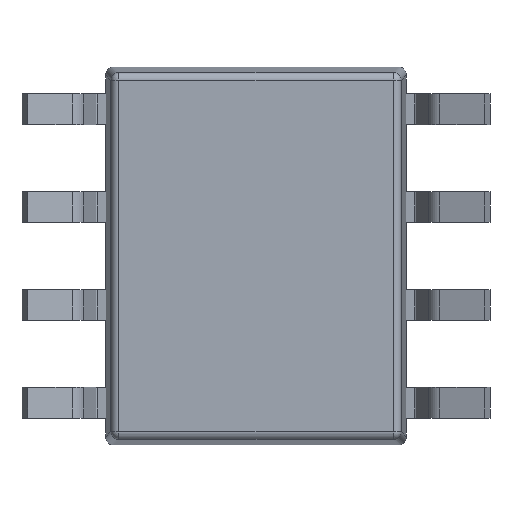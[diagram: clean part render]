
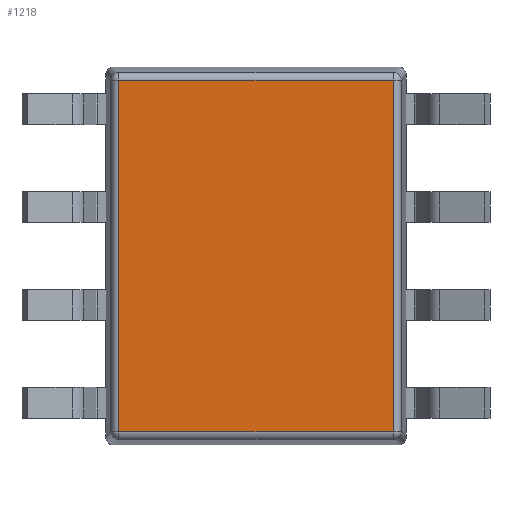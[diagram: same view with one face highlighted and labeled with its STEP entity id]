
A CAD part, front view. The second image highlights one B-rep face of the part: STEP entity #1218.
In plain terms, the highlighted planar face has unit normal (0, -1, 0).
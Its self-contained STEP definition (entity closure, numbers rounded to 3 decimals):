
#248 = DIRECTION ( 'NONE',  ( 1., 0., 0. ) ) ;
#269 = CARTESIAN_POINT ( 'NONE',  ( 1.873, 0.05, -2.282 ) ) ;
#399 = ORIENTED_EDGE ( 'NONE', *, *, #1438, .T. ) ;
#687 = CARTESIAN_POINT ( 'NONE',  ( 1.782, 0.05, -2.282 ) ) ;
#779 = CARTESIAN_POINT ( 'NONE',  ( 0., 0.05, 0. ) ) ;
#830 = VECTOR ( 'NONE', #1869, 1000. ) ;
#948 = FACE_OUTER_BOUND ( 'NONE', #4859, .T. ) ;
#994 = ORIENTED_EDGE ( 'NONE', *, *, #4354, .T. ) ;
#1218 = ADVANCED_FACE ( 'NONE', ( #948 ), #5449, .F. ) ;
#1438 = EDGE_CURVE ( 'NONE', #4848, #5010, #1837, .T. ) ;
#1454 = EDGE_CURVE ( 'NONE', #4612, #5648, #5055, .T. ) ;
#1745 = CARTESIAN_POINT ( 'NONE',  ( -1.782, 0.05, 2.282 ) ) ;
#1821 = CARTESIAN_POINT ( 'NONE',  ( -1.873, 0.05, 2.282 ) ) ;
#1837 = LINE ( 'NONE', #4209, #830 ) ;
#1869 = DIRECTION ( 'NONE',  ( 0., 0., -1. ) ) ;
#1914 = CARTESIAN_POINT ( 'NONE',  ( -1.782, 0.05, -2.282 ) ) ;
#2003 = VECTOR ( 'NONE', #3712, 1000. ) ;
#2741 = VECTOR ( 'NONE', #4184, 1000. ) ;
#2744 = AXIS2_PLACEMENT_3D ( 'NONE', #779, #4959, #4517 ) ;
#3249 = LINE ( 'NONE', #1821, #2003 ) ;
#3252 = CARTESIAN_POINT ( 'NONE',  ( 1.782, 0.05, 2.373 ) ) ;
#3546 = ORIENTED_EDGE ( 'NONE', *, *, #5401, .T. ) ;
#3712 = DIRECTION ( 'NONE',  ( -1., 0., 0. ) ) ;
#3824 = ORIENTED_EDGE ( 'NONE', *, *, #1454, .T. ) ;
#3998 = VECTOR ( 'NONE', #248, 1000. ) ;
#4184 = DIRECTION ( 'NONE',  ( 0., 0., 1. ) ) ;
#4209 = CARTESIAN_POINT ( 'NONE',  ( -1.782, 0.05, -2.373 ) ) ;
#4354 = EDGE_CURVE ( 'NONE', #5648, #4848, #3249, .T. ) ;
#4517 = DIRECTION ( 'NONE',  ( 0., 0., 1. ) ) ;
#4612 = VERTEX_POINT ( 'NONE', #687 ) ;
#4668 = CARTESIAN_POINT ( 'NONE',  ( 1.782, 0.05, 2.282 ) ) ;
#4848 = VERTEX_POINT ( 'NONE', #1745 ) ;
#4859 = EDGE_LOOP ( 'NONE', ( #3824, #994, #399, #3546 ) ) ;
#4959 = DIRECTION ( 'NONE',  ( 0., 1., 0. ) ) ;
#5010 = VERTEX_POINT ( 'NONE', #1914 ) ;
#5055 = LINE ( 'NONE', #3252, #2741 ) ;
#5220 = LINE ( 'NONE', #269, #3998 ) ;
#5401 = EDGE_CURVE ( 'NONE', #5010, #4612, #5220, .T. ) ;
#5449 = PLANE ( 'NONE',  #2744 ) ;
#5648 = VERTEX_POINT ( 'NONE', #4668 ) ;
